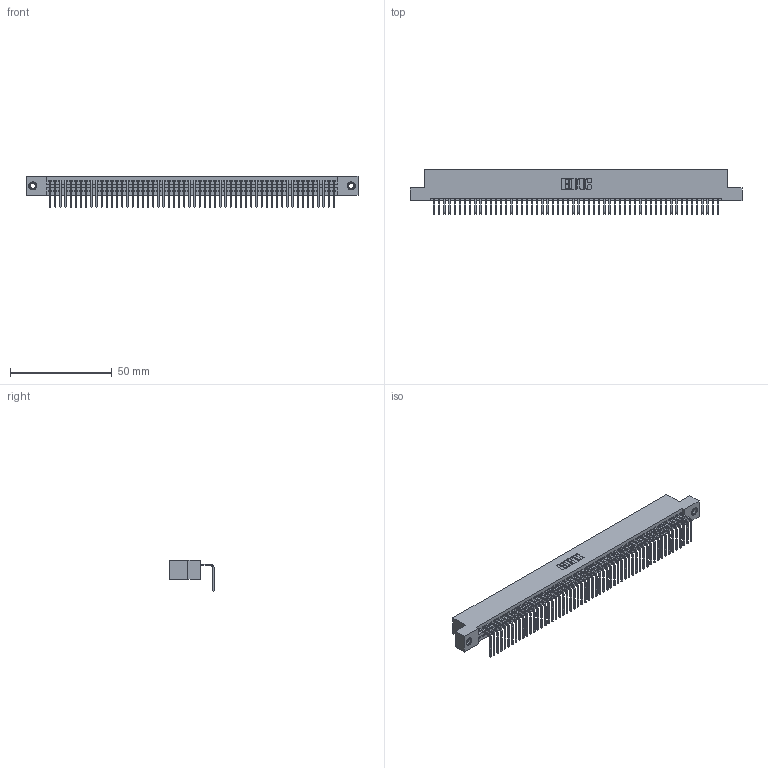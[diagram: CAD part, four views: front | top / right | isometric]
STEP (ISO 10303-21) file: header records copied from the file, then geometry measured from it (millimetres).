
FILE_DESCRIPTION (( 'STEP AP203' ), '1' );
FILE_NAME ('395-056-558-107.STEP', '2019-10-11T15:09:27', ( '' ), ( '' ), 'SwSTEP 2.0', 'SolidWorks 2016', '' );
FILE_SCHEMA (( 'CONFIG_CONTROL_DESIGN' ));
Length unit declared in the file: inch
Products named in the file (4): 345-250-001_345-250-005-103; 395-056-558-107; 345 Part_Flush Mounting Lugs - 0.156 Dia-TI; 345-292-001_558 Tail - 2
Assembly tree (59 placements, depth 2):
  395-056-558-107
    345 Part_Flush Mounting Lugs - 0.156 Dia-TI
    345-292-001_558 Tail - 2  x56
    345-250-001_345-250-005-103  x2
Bounding box: 163.45 x 21.83 x 15.37 mm (x, y, z)
Volume: 15812.3 mm3; surface area: 22332.3 mm2
Topology: 59 solids, 59 shells, 3546 faces, 10669 edges, 7030 vertices
Faces by surface type: plane 2464, cylinder 1066, cone 12, torus 4
Entity records: 41532 total; most frequent: CARTESIAN_POINT 7175, ORIENTED_EDGE 7158, DIRECTION 6273, EDGE_CURVE 3579, LINE 3203, VECTOR 3203, VERTEX_POINT 2380, AXIS2_PLACEMENT_3D 1535
